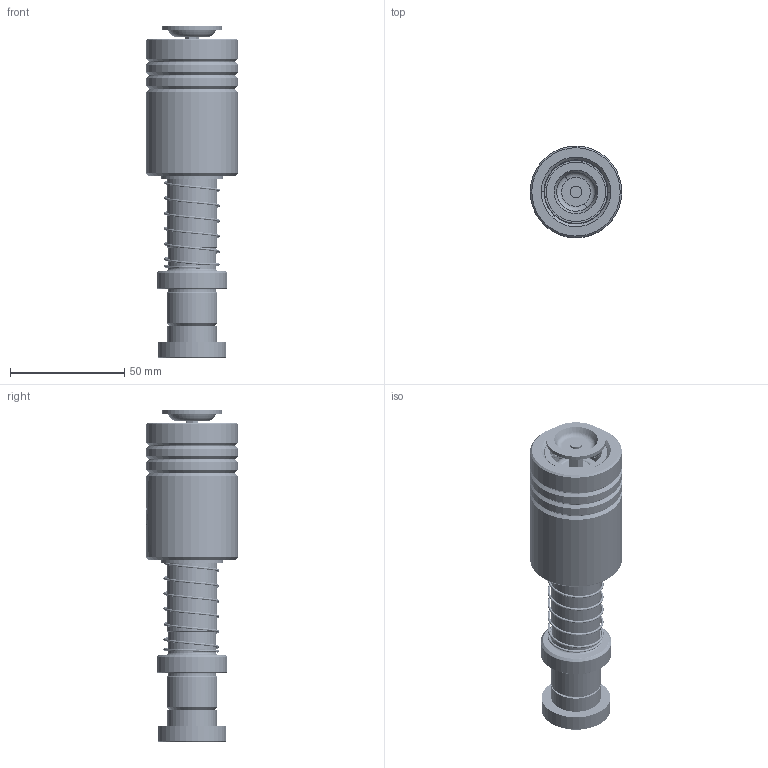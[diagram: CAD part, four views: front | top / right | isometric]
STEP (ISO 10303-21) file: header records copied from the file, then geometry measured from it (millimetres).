
FILE_DESCRIPTION (( 'STEP AP214' ), '1' );
FILE_NAME ('HMSH(HMJH)-D22-L100(BL-60).STEP', '2021-08-17T02:16:53', ( '' ), ( '' ), 'SwSTEP 2.0', 'SolidWorks 2016', '' );
FILE_SCHEMA (( 'AUTOMOTIVE_DESIGN' ));
Length unit declared in the file: millimetre
Products named in the file (309): GTM-26郪蚾; BALL-D3; TBB-D40-d28-L60; GTM-M10蹟簽; HWP-D24.5-d22.5-L40; DRPM蹟簽D22; BSH-27.5-22.5-L60; HMSH(HMJH)-D22-L100(BL-60); DRPM-D22-L100; BSH-D27.5-22.5-L60郪蚾; GTM-26; GTM-3-縐种
Assembly tree (301 placements, depth 3):
  BALL-D3
  BALL-D3
  BALL-D3
  BALL-D3
  BALL-D3
Bounding box: 39.99 x 40 x 145 mm (x, y, z)
Volume: 98315.7 mm3; surface area: 56524.3 mm2
Topology: 294 solids, 294 shells, 1363 faces, 5727 edges, 3799 vertices
Faces by surface type: sphere 1144, cylinder 68, plane 52, cone 46, torus 32, bspline 21
Entity records: 59609 total; most frequent: CARTESIAN_POINT 33628, ORIENTED_EDGE 4556, DIRECTION 3963, EDGE_CURVE 2278, AXIS2_PLACEMENT_3D 1882, VERTEX_POINT 1491, EDGE_LOOP 1363, B_SPLINE_CURVE_WITH_KNOTS 1252
